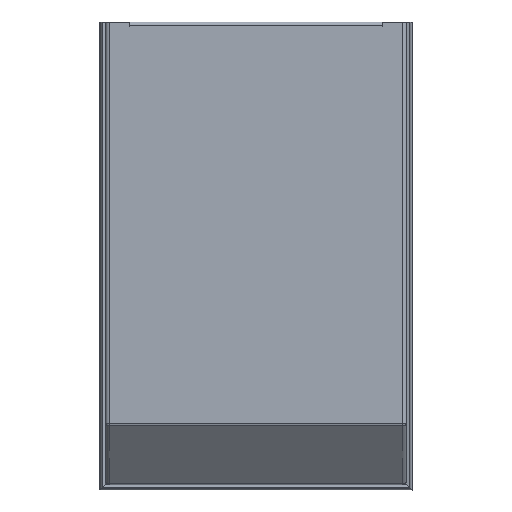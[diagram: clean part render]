
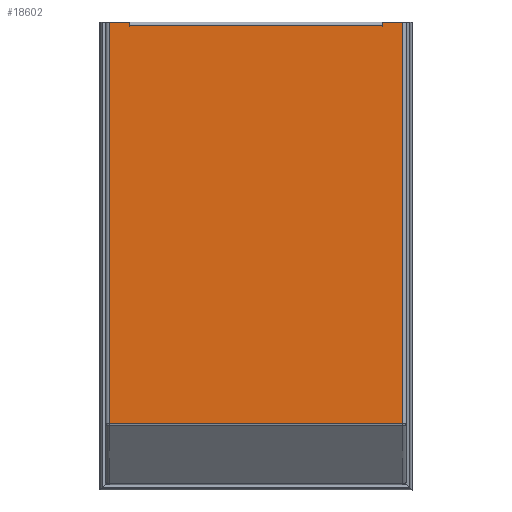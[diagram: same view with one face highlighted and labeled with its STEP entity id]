
A CAD part, front view. The second image highlights one B-rep face of the part: STEP entity #18602.
In plain terms, the highlighted planar face has unit normal (0, -1, 0).
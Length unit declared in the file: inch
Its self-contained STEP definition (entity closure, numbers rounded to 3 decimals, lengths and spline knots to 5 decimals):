
#77 = CARTESIAN_POINT ( 'NONE',  ( 2.87402, -1.5748, 0. ) ) ;
#116 = CARTESIAN_POINT ( 'NONE',  ( 2.94488, -1.5748, 0. ) ) ;
#608 = ORIENTED_EDGE ( 'NONE', *, *, #16336, .T. ) ;
#695 = DIRECTION ( 'NONE',  ( 0., 0., 1. ) ) ;
#899 = VECTOR ( 'NONE', #13648, 39.37008 ) ;
#1196 = CARTESIAN_POINT ( 'NONE',  ( -2.48031, -1.5748, -0.07874 ) ) ;
#1870 = CARTESIAN_POINT ( 'NONE',  ( 2.87402, -1.5748, 0. ) ) ;
#2227 = ORIENTED_EDGE ( 'NONE', *, *, #19746, .T. ) ;
#3193 = DIRECTION ( 'NONE',  ( 0., 1., 0. ) ) ;
#3311 = DIRECTION ( 'NONE',  ( 0., 0., 1. ) ) ;
#3544 = CARTESIAN_POINT ( 'NONE',  ( -2.87402, -1.5748, -7.88213 ) ) ;
#3617 = EDGE_CURVE ( 'NONE', #18958, #13057, #20006, .T. ) ;
#3649 = VECTOR ( 'NONE', #8713, 39.37008 ) ;
#3924 = ORIENTED_EDGE ( 'NONE', *, *, #3617, .T. ) ;
#3986 = EDGE_CURVE ( 'NONE', #5398, #12382, #14914, .T. ) ;
#4650 = LINE ( 'NONE', #21500, #6360 ) ;
#4857 = DIRECTION ( 'NONE',  ( 0., 0., 1. ) ) ;
#4866 = LINE ( 'NONE', #116, #7709 ) ;
#5046 = CARTESIAN_POINT ( 'NONE',  ( -2.48031, -1.5748, -0.07874 ) ) ;
#5047 = ORIENTED_EDGE ( 'NONE', *, *, #3986, .T. ) ;
#5398 = VERTEX_POINT ( 'NONE', #7542 ) ;
#5435 = LINE ( 'NONE', #3544, #21723 ) ;
#5538 = VERTEX_POINT ( 'NONE', #11260 ) ;
#5541 = VERTEX_POINT ( 'NONE', #14360 ) ;
#5666 = VECTOR ( 'NONE', #8891, 39.37008 ) ;
#6088 = DIRECTION ( 'NONE',  ( 0., 0., 1. ) ) ;
#6344 = ORIENTED_EDGE ( 'NONE', *, *, #13456, .T. ) ;
#6360 = VECTOR ( 'NONE', #21390, 39.37008 ) ;
#6507 = CARTESIAN_POINT ( 'NONE',  ( 2.94488, -1.5748, 0. ) ) ;
#6663 = EDGE_CURVE ( 'NONE', #5538, #10461, #4866, .T. ) ;
#6789 = LINE ( 'NONE', #18902, #13809 ) ;
#7233 = CARTESIAN_POINT ( 'NONE',  ( 2.94488, -1.5748, 0. ) ) ;
#7542 = CARTESIAN_POINT ( 'NONE',  ( 2.87402, -1.5748, -7.85634 ) ) ;
#7709 = VECTOR ( 'NONE', #13583, 39.37008 ) ;
#8554 = CARTESIAN_POINT ( 'NONE',  ( -2.87402, -1.5748, 0. ) ) ;
#8569 = DIRECTION ( 'NONE',  ( -1., 0., 0. ) ) ;
#8614 = ORIENTED_EDGE ( 'NONE', *, *, #21367, .T. ) ;
#8713 = DIRECTION ( 'NONE',  ( 1., 0., 0. ) ) ;
#8745 = DIRECTION ( 'NONE',  ( 0., 0., -1. ) ) ;
#8891 = DIRECTION ( 'NONE',  ( 0., 0., -1. ) ) ;
#10333 = ORIENTED_EDGE ( 'NONE', *, *, #13929, .T. ) ;
#10461 = VERTEX_POINT ( 'NONE', #8554 ) ;
#10475 = CARTESIAN_POINT ( 'NONE',  ( 2.48232, -1.5748, -0.07874 ) ) ;
#10530 = DIRECTION ( 'NONE',  ( -1., 0., 0. ) ) ;
#10585 = LINE ( 'NONE', #17302, #10768 ) ;
#10768 = VECTOR ( 'NONE', #15650, 39.37008 ) ;
#10959 = EDGE_CURVE ( 'NONE', #19035, #18284, #10585, .T. ) ;
#11025 = CARTESIAN_POINT ( 'NONE',  ( 2.48032, -1.5748, -0.07874 ) ) ;
#11260 = CARTESIAN_POINT ( 'NONE',  ( -2.48231, -1.5748, 0. ) ) ;
#11364 = FACE_OUTER_BOUND ( 'NONE', #13383, .T. ) ;
#11818 = ORIENTED_EDGE ( 'NONE', *, *, #10959, .T. ) ;
#12195 = CARTESIAN_POINT ( 'NONE',  ( 2.48232, -1.5748, 0. ) ) ;
#12224 = ORIENTED_EDGE ( 'NONE', *, *, #6663, .T. ) ;
#12382 = VERTEX_POINT ( 'NONE', #77 ) ;
#13057 = VERTEX_POINT ( 'NONE', #17879 ) ;
#13383 = EDGE_LOOP ( 'NONE', ( #17409, #10333, #17486, #3924, #6344, #12224, #608, #8614, #5047, #2227, #19625, #11818 ) ) ;
#13456 = EDGE_CURVE ( 'NONE', #13057, #5538, #14758, .T. ) ;
#13583 = DIRECTION ( 'NONE',  ( -1., 0., 0. ) ) ;
#13648 = DIRECTION ( 'NONE',  ( -1., 0., 0. ) ) ;
#13809 = VECTOR ( 'NONE', #10530, 39.37008 ) ;
#13929 = EDGE_CURVE ( 'NONE', #20215, #16437, #6789, .T. ) ;
#14266 = CARTESIAN_POINT ( 'NONE',  ( 2.48032, -1.5748, 0. ) ) ;
#14360 = CARTESIAN_POINT ( 'NONE',  ( -2.87402, -1.5748, -7.85634 ) ) ;
#14382 = LINE ( 'NONE', #14266, #15046 ) ;
#14458 = VECTOR ( 'NONE', #695, 39.37008 ) ;
#14758 = LINE ( 'NONE', #17068, #14458 ) ;
#14914 = LINE ( 'NONE', #1870, #15736 ) ;
#15041 = VERTEX_POINT ( 'NONE', #21156 ) ;
#15046 = VECTOR ( 'NONE', #6088, 39.37008 ) ;
#15650 = DIRECTION ( 'NONE',  ( -1., 0., 0. ) ) ;
#15736 = VECTOR ( 'NONE', #3311, 39.37008 ) ;
#15849 = VECTOR ( 'NONE', #8569, 39.37008 ) ;
#16336 = EDGE_CURVE ( 'NONE', #10461, #5541, #5435, .T. ) ;
#16437 = VERTEX_POINT ( 'NONE', #17542 ) ;
#16829 = EDGE_CURVE ( 'NONE', #18284, #20215, #14382, .T. ) ;
#17045 = LINE ( 'NONE', #7233, #15849 ) ;
#17068 = CARTESIAN_POINT ( 'NONE',  ( -2.48231, -1.5748, 0. ) ) ;
#17148 = LINE ( 'NONE', #12195, #5666 ) ;
#17302 = CARTESIAN_POINT ( 'NONE',  ( 2.48032, -1.5748, -0.07874 ) ) ;
#17409 = ORIENTED_EDGE ( 'NONE', *, *, #16829, .T. ) ;
#17486 = ORIENTED_EDGE ( 'NONE', *, *, #18875, .T. ) ;
#17542 = CARTESIAN_POINT ( 'NONE',  ( -2.48031, -1.5748, -0.07087 ) ) ;
#17879 = CARTESIAN_POINT ( 'NONE',  ( -2.48231, -1.5748, -0.07874 ) ) ;
#18284 = VERTEX_POINT ( 'NONE', #11025 ) ;
#18308 = AXIS2_PLACEMENT_3D ( 'NONE', #6507, #3193, #4857 ) ;
#18420 = PLANE ( 'NONE',  #18308 ) ;
#18602 = ADVANCED_FACE ( 'NONE', ( #11364 ), #18420, .F. ) ;
#18737 = CARTESIAN_POINT ( 'NONE',  ( 2.94488, -1.5748, -7.85634 ) ) ;
#18875 = EDGE_CURVE ( 'NONE', #16437, #18958, #4650, .T. ) ;
#18902 = CARTESIAN_POINT ( 'NONE',  ( 2.94488, -1.5748, -0.07087 ) ) ;
#18958 = VERTEX_POINT ( 'NONE', #1196 ) ;
#19035 = VERTEX_POINT ( 'NONE', #10475 ) ;
#19182 = EDGE_CURVE ( 'NONE', #15041, #19035, #17148, .T. ) ;
#19625 = ORIENTED_EDGE ( 'NONE', *, *, #19182, .T. ) ;
#19746 = EDGE_CURVE ( 'NONE', #12382, #15041, #17045, .T. ) ;
#20006 = LINE ( 'NONE', #5046, #899 ) ;
#20215 = VERTEX_POINT ( 'NONE', #21283 ) ;
#20486 = LINE ( 'NONE', #18737, #3649 ) ;
#21156 = CARTESIAN_POINT ( 'NONE',  ( 2.48232, -1.5748, 0. ) ) ;
#21283 = CARTESIAN_POINT ( 'NONE',  ( 2.48032, -1.5748, -0.07087 ) ) ;
#21367 = EDGE_CURVE ( 'NONE', #5541, #5398, #20486, .T. ) ;
#21390 = DIRECTION ( 'NONE',  ( 0., 0., -1. ) ) ;
#21500 = CARTESIAN_POINT ( 'NONE',  ( -2.48031, -1.5748, 0. ) ) ;
#21723 = VECTOR ( 'NONE', #8745, 39.37008 ) ;
